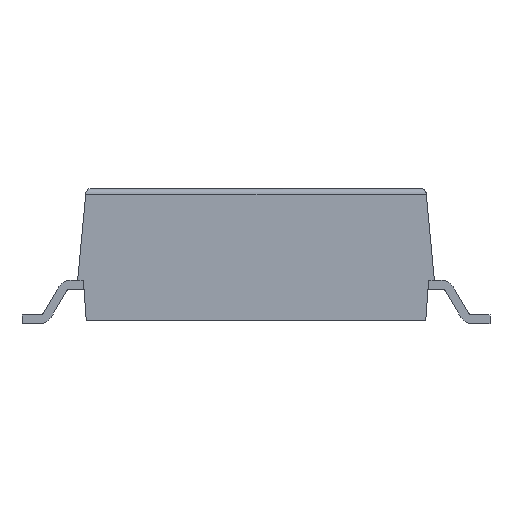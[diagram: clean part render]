
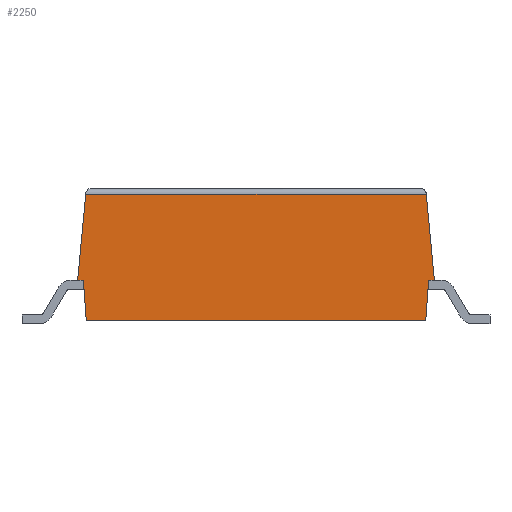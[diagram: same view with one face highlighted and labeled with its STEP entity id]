
A CAD part, left-side view. The second image highlights one B-rep face of the part: STEP entity #2250.
In plain terms, the highlighted planar face has unit normal (-1, 0, 0).
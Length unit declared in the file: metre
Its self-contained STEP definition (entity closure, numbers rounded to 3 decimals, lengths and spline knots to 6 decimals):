
#1298 = EDGE_CURVE( '', #3562, #3563, #3564, .T. );
#1450 = EDGE_CURVE( '', #3814, #3815, #3816, .T. );
#1666 = EDGE_CURVE( '', #4138, #3625, #4139, .T. );
#2202 = EDGE_CURVE( '', #4871, #3563, #4872, .T. );
#2228 = EDGE_CURVE( '', #3814, #4906, #4907, .T. );
#2250 = ADVANCED_FACE( '', ( #4937 ), #4938, .T. );
#2562 = EDGE_CURVE( '', #4138, #4906, #5315, .T. );
#2728 = EDGE_CURVE( '', #4871, #3625, #5503, .T. );
#2840 = EDGE_CURVE( '', #3562, #3815, #5628, .T. );
#3562 = VERTEX_POINT( '', #6559 );
#3563 = VERTEX_POINT( '', #6560 );
#3564 = LINE( '', #6561, #6562 );
#3625 = VERTEX_POINT( '', #6647 );
#3814 = VERTEX_POINT( '', #6928 );
#3815 = VERTEX_POINT( '', #6929 );
#3816 = LINE( '', #6930, #6931 );
#4138 = VERTEX_POINT( '', #7393 );
#4139 = LINE( '', #7394, #7395 );
#4871 = VERTEX_POINT( '', #8522 );
#4872 = LINE( '', #8523, #8524 );
#4906 = VERTEX_POINT( '', #8575 );
#4907 = LINE( '', #8576, #8577 );
#4937 = FACE_OUTER_BOUND( '', #8614, .T. );
#4938 = PLANE( '', #8615 );
#5315 = LINE( '', #9203, #9204 );
#5503 = LINE( '', #9517, #9518 );
#5628 = LINE( '', #9720, #9721 );
#6559 = CARTESIAN_POINT( '', ( -0.00436, 0.002959, 0.00225 ) );
#6560 = CARTESIAN_POINT( '', ( -0.00436, -0.002959, 0.00225 ) );
#6561 = CARTESIAN_POINT( '', ( -0.00436, 0., 0.00225 ) );
#6562 = VECTOR( '', #10598, 1. );
#6647 = CARTESIAN_POINT( '', ( -0.00436, -0.003, 0.00075 ) );
#6928 = CARTESIAN_POINT( '', ( -0.00436, 0.003, 0.00075 ) );
#6929 = CARTESIAN_POINT( '', ( -0.00436, 0.0031, 0.00075 ) );
#6930 = CARTESIAN_POINT( '', ( -0.00436, 0., 0.00075 ) );
#6931 = VECTOR( '', #10830, 1. );
#7393 = CARTESIAN_POINT( '', ( -0.00436, -0.00295, 0.00005 ) );
#7394 = CARTESIAN_POINT( '', ( -0.00436, -0.002975, 0.0004 ) );
#7395 = VECTOR( '', #11262, 1. );
#8522 = CARTESIAN_POINT( '', ( -0.00436, -0.0031, 0.00075 ) );
#8523 = CARTESIAN_POINT( '', ( -0.00436, -0.003025, 0.00155 ) );
#8524 = VECTOR( '', #12129, 1. );
#8575 = CARTESIAN_POINT( '', ( -0.00436, 0.00295, 0.00005 ) );
#8576 = CARTESIAN_POINT( '', ( -0.00436, 0.002975, 0.0004 ) );
#8577 = VECTOR( '', #12167, 1. );
#8614 = EDGE_LOOP( '', ( #12240, #12241, #12242, #12243, #12244, #12245, #12246, #12247 ) );
#8615 = AXIS2_PLACEMENT_3D( '', #12248, #12249, #12250 );
#9203 = CARTESIAN_POINT( '', ( -0.00436, 0., 0.00005 ) );
#9204 = VECTOR( '', #12808, 1. );
#9517 = CARTESIAN_POINT( '', ( -0.00436, 0., 0.00075 ) );
#9518 = VECTOR( '', #13031, 1. );
#9720 = CARTESIAN_POINT( '', ( -0.00436, 0.003025, 0.00155 ) );
#9721 = VECTOR( '', #13214, 1. );
#10598 = DIRECTION( '', ( 0., -1., 0. ) );
#10830 = DIRECTION( '', ( 0., 1., 0. ) );
#11262 = DIRECTION( '', ( 0., -0.071, 0.997 ) );
#12129 = DIRECTION( '', ( 0., 0.093, 0.996 ) );
#12167 = DIRECTION( '', ( 0., -0.071, -0.997 ) );
#12240 = ORIENTED_EDGE( '', *, *, #1450, .F. );
#12241 = ORIENTED_EDGE( '', *, *, #2228, .T. );
#12242 = ORIENTED_EDGE( '', *, *, #2562, .F. );
#12243 = ORIENTED_EDGE( '', *, *, #1666, .T. );
#12244 = ORIENTED_EDGE( '', *, *, #2728, .F. );
#12245 = ORIENTED_EDGE( '', *, *, #2202, .T. );
#12246 = ORIENTED_EDGE( '', *, *, #1298, .F. );
#12247 = ORIENTED_EDGE( '', *, *, #2840, .T. );
#12248 = CARTESIAN_POINT( '', ( -0.00436, 0., 0.00075 ) );
#12249 = DIRECTION( '', ( -1., 0., 0. ) );
#12250 = DIRECTION( '', ( 0., 1., 0. ) );
#12808 = DIRECTION( '', ( 0., 1., 0. ) );
#13031 = DIRECTION( '', ( 0., 1., 0. ) );
#13214 = DIRECTION( '', ( 0., 0.093, -0.996 ) );
